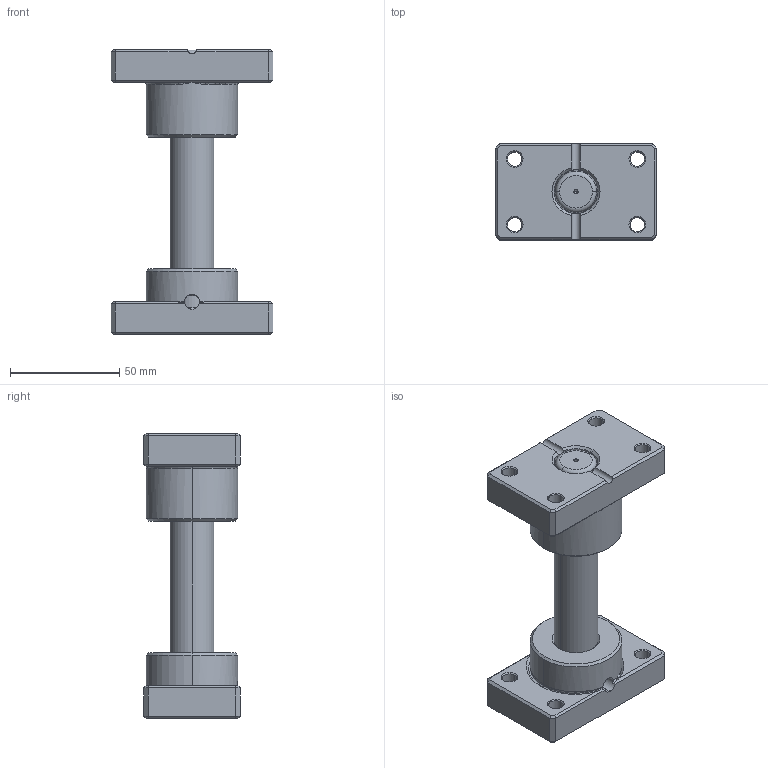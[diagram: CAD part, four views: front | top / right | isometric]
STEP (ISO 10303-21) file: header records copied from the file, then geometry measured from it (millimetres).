
FILE_DESCRIPTION (( 'STEP AP214' ), '1' );
FILE_NAME ('HYZ-D20-L130.STEP', '2021-09-18T07:52:21', ( 'User' ), ( 'china' ), 'SwSTEP 2.0', 'SolidWorks 2016', '' );
FILE_SCHEMA (( 'AUTOMOTIVE_DESIGN' ));
Length unit declared in the file: millimetre
Products named in the file (4): SBZ-D20; MGP-D20-L130; MGH-D20; HYZ-D20-L130
Assembly tree (3 placements, depth 2):
  HYZ-D20-L130
    MGH-D20
    MGP-D20-L130
    SBZ-D20
Bounding box: 74 x 44 x 130.28 mm (x, y, z)
Volume: 164570.1 mm3; surface area: 38715.5 mm2
Topology: 3 solids, 3 shells, 212 faces, 498 edges, 288 vertices
Faces by surface type: plane 75, cylinder 59, cone 56, torus 18, bspline 4
Entity records: 6436 total; most frequent: CARTESIAN_POINT 1359, DIRECTION 1090, ORIENTED_EDGE 984, EDGE_CURVE 492, AXIS2_PLACEMENT_3D 413, VERTEX_POINT 288, VECTOR 264, LINE 264
